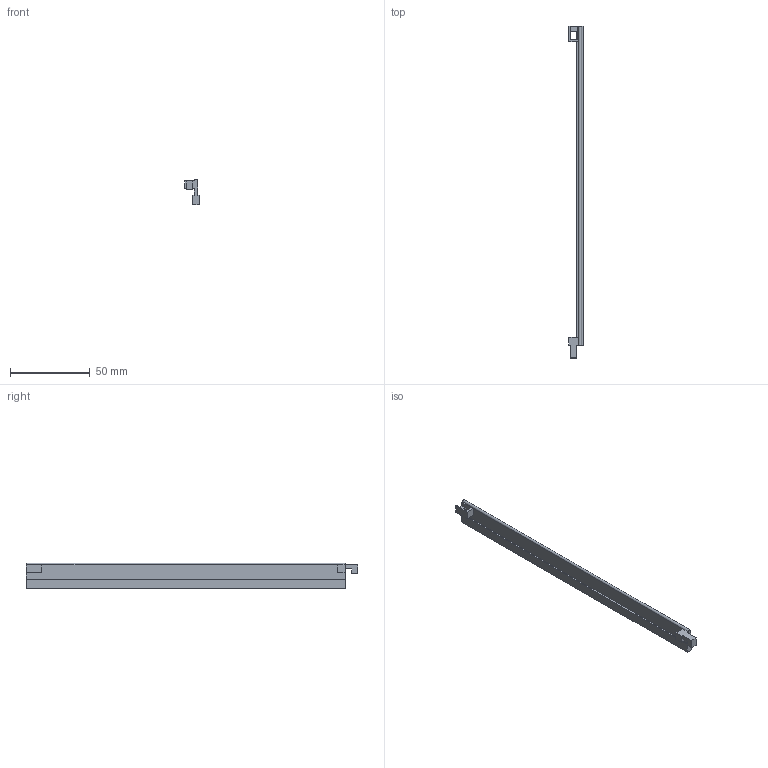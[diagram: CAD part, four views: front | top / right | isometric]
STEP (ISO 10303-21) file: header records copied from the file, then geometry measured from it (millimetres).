
FILE_DESCRIPTION(/* description */ (''),/* implementation_level */ '2;1');
FILE_NAME(/* name */ '',/* time_stamp */ '2023-12-19T21:47:59+08:00',/* author */ (''),/* organization */ (''),/* preprocessor_version */ 'ST-DEVELOPER v20',/* originating_system */ 'Autodesk Translation Framework v12.14.0.127',/* authorisation */ '');
FILE_SCHEMA (('AUTOMOTIVE_DESIGN { 1 0 10303 214 3 1 1 }'));
Length unit declared in the file: millimetre
Products named in the file (1): 轨道3.0
Bounding box: 9 x 208 x 16 mm (x, y, z)
Volume: 9147 mm3; surface area: 8413.2 mm2
Topology: 1 solids, 1 shells, 29 faces, 82 edges, 54 vertices
Faces by surface type: plane 28, cylinder 1
Entity records: 959 total; most frequent: CARTESIAN_POINT 166, ORIENTED_EDGE 164, DIRECTION 144, EDGE_CURVE 82, LINE 80, VECTOR 80, VERTEX_POINT 54, AXIS2_PLACEMENT_3D 32
